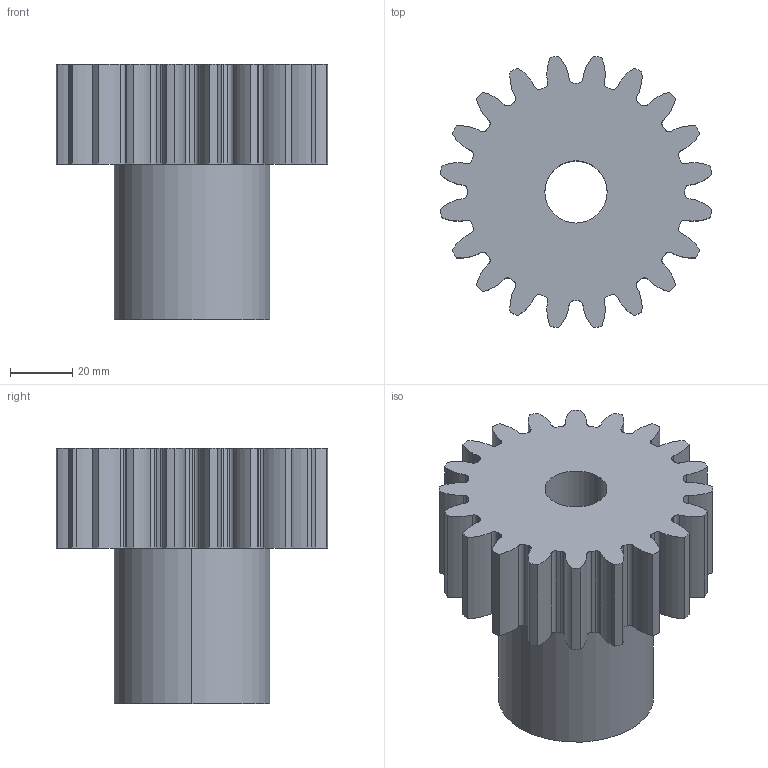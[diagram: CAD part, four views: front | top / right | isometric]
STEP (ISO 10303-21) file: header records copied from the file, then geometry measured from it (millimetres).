
FILE_DESCRIPTION (( 'STEP AP214' ), '1' );
FILE_NAME ('111-040-620.step', '2010-07-19T09:27:37', ( 'WMH Herion Antriebstechnik GmbH' ), ( 'WMH Herion Antriebstechnik GmbH' ), 'SwSTEP 2.0', 'SolidWorks 2010', '' );
FILE_SCHEMA (( 'AUTOMOTIVE_DESIGN' ));
Length unit declared in the file: millimetre
Products named in the file (1): 111-040-620
Bounding box: 87.31 x 87.31 x 82 mm (x, y, z)
Volume: 230384.8 mm3; surface area: 38166.3 mm2
Topology: 1 solids, 1 shells, 142 faces, 417 edges, 278 vertices
Faces by surface type: cylinder 139, plane 3
Entity records: 4937 total; most frequent: DIRECTION 981, CARTESIAN_POINT 838, ORIENTED_EDGE 834, AXIS2_PLACEMENT_3D 421, EDGE_CURVE 417, VERTEX_POINT 278, CIRCLE 278, EDGE_LOOP 145
